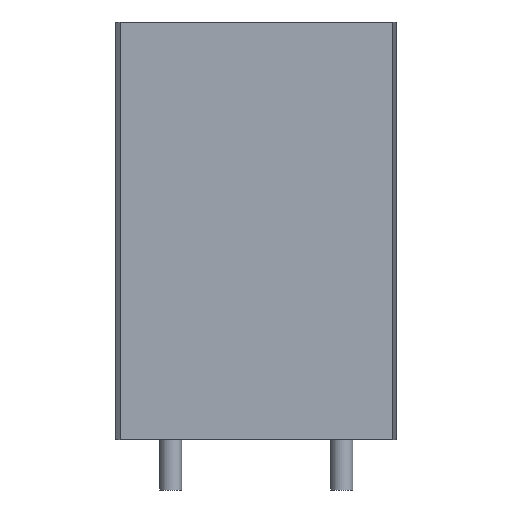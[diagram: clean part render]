
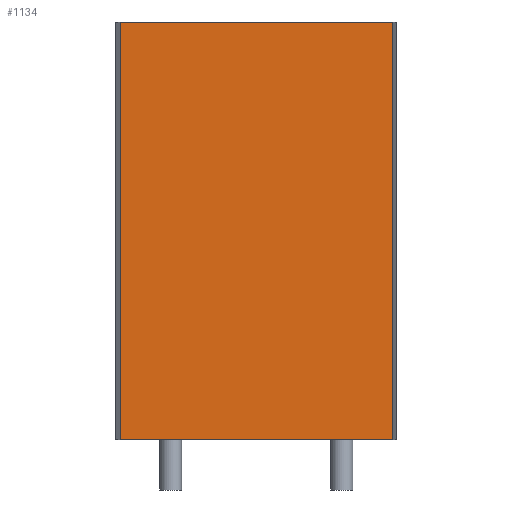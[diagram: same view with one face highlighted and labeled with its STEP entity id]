
A CAD part, front view. The second image highlights one B-rep face of the part: STEP entity #1134.
In plain terms, the highlighted planar face has unit normal (0, -1, 0).
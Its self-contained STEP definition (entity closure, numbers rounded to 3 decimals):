
#31 = CARTESIAN_POINT ( 'NONE',  ( 8.16, 0., 0. ) ) ;
#32 = VERTEX_POINT ( 'NONE', #124 ) ;
#62 = EDGE_CURVE ( 'NONE', #32, #100, #339, .T. ) ;
#100 = VERTEX_POINT ( 'NONE', #512 ) ;
#107 = ORIENTED_EDGE ( 'NONE', *, *, #446, .T. ) ;
#124 = CARTESIAN_POINT ( 'NONE',  ( 8.16, 0., 25. ) ) ;
#143 = CARTESIAN_POINT ( 'NONE',  ( -8.14, 0., 25. ) ) ;
#149 = FACE_OUTER_BOUND ( 'NONE', #671, .T. ) ;
#206 = CARTESIAN_POINT ( 'NONE',  ( -8.14, 0., 0. ) ) ;
#208 = VECTOR ( 'NONE', #851, 1000. ) ;
#299 = LINE ( 'NONE', #206, #1091 ) ;
#319 = LINE ( 'NONE', #705, #630 ) ;
#339 = LINE ( 'NONE', #143, #620 ) ;
#344 = EDGE_CURVE ( 'NONE', #100, #1114, #299, .T. ) ;
#370 = ORIENTED_EDGE ( 'NONE', *, *, #344, .T. ) ;
#413 = PLANE ( 'NONE',  #964 ) ;
#446 = EDGE_CURVE ( 'NONE', #1114, #515, #656, .T. ) ;
#512 = CARTESIAN_POINT ( 'NONE',  ( -8.14, 0., 25. ) ) ;
#515 = VERTEX_POINT ( 'NONE', #31 ) ;
#527 = DIRECTION ( 'NONE',  ( -1., 0., 0. ) ) ;
#620 = VECTOR ( 'NONE', #527, 1000. ) ;
#630 = VECTOR ( 'NONE', #698, 1000. ) ;
#656 = LINE ( 'NONE', #1105, #208 ) ;
#671 = EDGE_LOOP ( 'NONE', ( #972, #370, #107, #691 ) ) ;
#691 = ORIENTED_EDGE ( 'NONE', *, *, #1207, .T. ) ;
#698 = DIRECTION ( 'NONE',  ( 0., 0., 1. ) ) ;
#705 = CARTESIAN_POINT ( 'NONE',  ( 8.16, 0., 0. ) ) ;
#710 = CARTESIAN_POINT ( 'NONE',  ( -8.14, 0., 0. ) ) ;
#715 = CARTESIAN_POINT ( 'NONE',  ( -8.14, 0., 0. ) ) ;
#851 = DIRECTION ( 'NONE',  ( 1., 0., 0. ) ) ;
#853 = DIRECTION ( 'NONE',  ( 0., 0., -1. ) ) ;
#964 = AXIS2_PLACEMENT_3D ( 'NONE', #715, #1075, #1086 ) ;
#972 = ORIENTED_EDGE ( 'NONE', *, *, #62, .T. ) ;
#1075 = DIRECTION ( 'NONE',  ( 0., -1., 0. ) ) ;
#1086 = DIRECTION ( 'NONE',  ( 0., 0., -1. ) ) ;
#1091 = VECTOR ( 'NONE', #853, 1000. ) ;
#1105 = CARTESIAN_POINT ( 'NONE',  ( -8.14, 0., 0. ) ) ;
#1114 = VERTEX_POINT ( 'NONE', #710 ) ;
#1134 = ADVANCED_FACE ( 'NONE', ( #149 ), #413, .T. ) ;
#1207 = EDGE_CURVE ( 'NONE', #515, #32, #319, .T. ) ;
